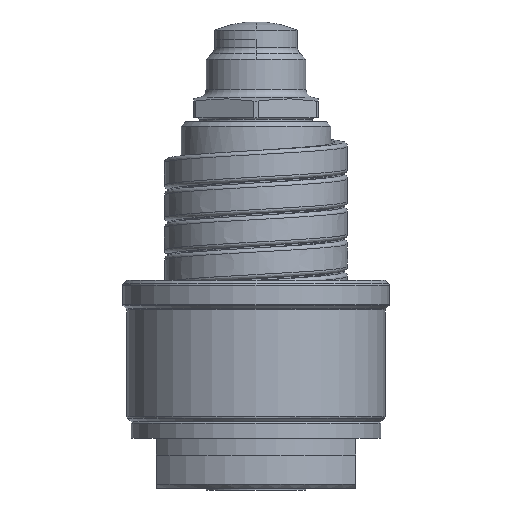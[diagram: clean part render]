
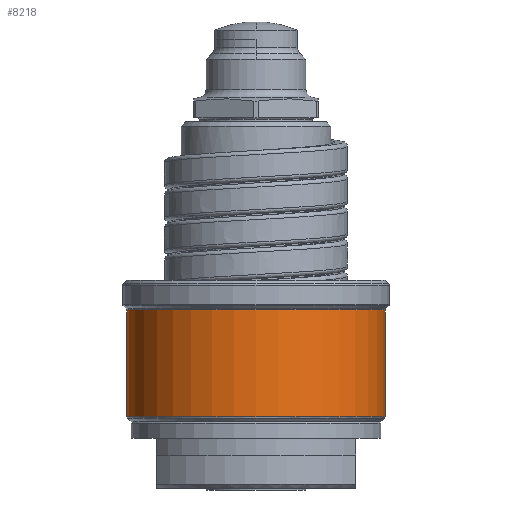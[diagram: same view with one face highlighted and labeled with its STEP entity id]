
A CAD part, front view. The second image highlights one B-rep face of the part: STEP entity #8218.
In plain terms, the highlighted cylindrical face has radius 15.5 mm (diameter 31 mm), a partial arc.
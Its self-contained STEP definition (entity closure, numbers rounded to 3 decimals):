
#1765=CARTESIAN_POINT('',(0.,0.,8.583));
#1766=DIRECTION('',(0.,0.,1.));
#1767=DIRECTION('',(-1.,0.,0.));
#1768=AXIS2_PLACEMENT_3D('',#1765,#1766,#1767);
#1770=DIRECTION('',(0.,0.,-1.));
#1771=VECTOR('',#1770,12.835);
#1772=CARTESIAN_POINT('',(-15.5,0.,21.417));
#1773=LINE('',#1772,#1771);
#1774=CARTESIAN_POINT('',(0.,0.,21.417));
#1775=DIRECTION('',(0.,0.,1.));
#1776=DIRECTION('',(-1.,0.,0.));
#1777=AXIS2_PLACEMENT_3D('',#1774,#1775,#1776);
#1779=DIRECTION('',(0.,0.,-1.));
#1780=VECTOR('',#1779,12.835);
#1781=CARTESIAN_POINT('',(15.5,0.,21.417));
#1782=LINE('',#1781,#1780);
#5890=CARTESIAN_POINT('',(15.5,0.,21.417));
#5891=CARTESIAN_POINT('',(-15.5,0.,21.417));
#5892=VERTEX_POINT('',#5890);
#5893=VERTEX_POINT('',#5891);
#5916=CARTESIAN_POINT('',(15.5,0.,8.583));
#5917=VERTEX_POINT('',#5916);
#5918=CARTESIAN_POINT('',(-15.5,0.,8.583));
#5919=VERTEX_POINT('',#5918);
#8206=CARTESIAN_POINT('',(0.,0.,7.15));
#8207=DIRECTION('',(0.,0.,1.));
#8208=DIRECTION('',(-1.,0.,0.));
#8209=AXIS2_PLACEMENT_3D('',#8206,#8207,#8208);
#8210=CYLINDRICAL_SURFACE('',#8209,15.5);
#8211=ORIENTED_EDGE('',*,*,#8178,.F.);
#8212=ORIENTED_EDGE('',*,*,#8196,.F.);
#8214=ORIENTED_EDGE('',*,*,#8213,.T.);
#8215=ORIENTED_EDGE('',*,*,#8192,.T.);
#8216=EDGE_LOOP('',(#8211,#8212,#8214,#8215));
#8217=FACE_OUTER_BOUND('',#8216,.F.);
#1769=CIRCLE('',#1768,15.5);
#1778=CIRCLE('',#1777,15.5);
#8178=EDGE_CURVE('',#5919,#5917,#1769,.T.);
#8192=EDGE_CURVE('',#5892,#5917,#1782,.T.);
#8196=EDGE_CURVE('',#5893,#5919,#1773,.T.);
#8213=EDGE_CURVE('',#5893,#5892,#1778,.T.);
#8218=ADVANCED_FACE('',(#8217),#8210,.T.);
